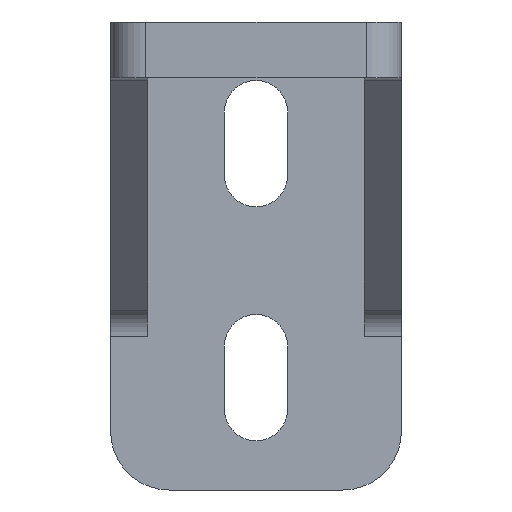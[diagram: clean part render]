
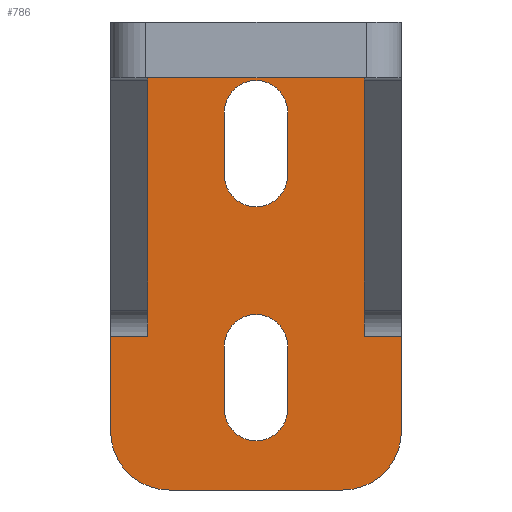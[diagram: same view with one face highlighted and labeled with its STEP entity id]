
A CAD part, front view. The second image highlights one B-rep face of the part: STEP entity #786.
In plain terms, the highlighted planar face has unit normal (0, -1, 0).
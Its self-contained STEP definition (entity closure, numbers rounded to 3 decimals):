
#19=FACE_BOUND('',#112,.T.);
#20=FACE_BOUND('',#113,.T.);
#36=PLANE('',#865);
#68=FACE_OUTER_BOUND('',#111,.T.);
#111=EDGE_LOOP('',(#622,#623,#624,#625,#626,#627,#628,#629,#630,#631,#632,
#633,#634,#635));
#112=EDGE_LOOP('',(#636,#637,#638,#639));
#113=EDGE_LOOP('',(#640,#641,#642,#643));
#137=LINE('',#1150,#212);
#139=LINE('',#1153,#214);
#145=LINE('',#1174,#220);
#147=LINE('',#1177,#222);
#165=LINE('',#1234,#240);
#175=LINE('',#1262,#250);
#182=LINE('',#1282,#257);
#183=LINE('',#1285,#258);
#184=LINE('',#1286,#259);
#185=LINE('',#1288,#260);
#186=LINE('',#1290,#261);
#187=LINE('',#1292,#262);
#188=LINE('',#1296,#263);
#189=LINE('',#1300,#264);
#190=LINE('',#1302,#265);
#191=LINE('',#1303,#266);
#212=VECTOR('',#915,10.);
#214=VECTOR('',#919,10.);
#220=VECTOR('',#939,10.);
#222=VECTOR('',#943,10.);
#240=VECTOR('',#995,10.);
#250=VECTOR('',#1021,10.);
#257=VECTOR('',#1042,10.);
#258=VECTOR('',#1047,10.);
#259=VECTOR('',#1048,10.);
#260=VECTOR('',#1049,10.);
#261=VECTOR('',#1050,10.);
#262=VECTOR('',#1051,10.);
#263=VECTOR('',#1054,10.);
#264=VECTOR('',#1057,10.);
#265=VECTOR('',#1058,10.);
#266=VECTOR('',#1059,10.);
#283=CIRCLE('',#817,2.7);
#285=CIRCLE('',#820,2.7);
#287=CIRCLE('',#825,2.7);
#289=CIRCLE('',#828,2.7);
#309=CIRCLE('',#866,5.);
#310=CIRCLE('',#867,5.);
#323=VERTEX_POINT('',#1132);
#324=VERTEX_POINT('',#1133);
#327=VERTEX_POINT('',#1141);
#328=VERTEX_POINT('',#1142);
#331=VERTEX_POINT('',#1156);
#332=VERTEX_POINT('',#1157);
#335=VERTEX_POINT('',#1165);
#336=VERTEX_POINT('',#1166);
#359=VERTEX_POINT('',#1231);
#360=VERTEX_POINT('',#1233);
#367=VERTEX_POINT('',#1255);
#370=VERTEX_POINT('',#1260);
#375=VERTEX_POINT('',#1279);
#376=VERTEX_POINT('',#1281);
#377=VERTEX_POINT('',#1287);
#378=VERTEX_POINT('',#1289);
#379=VERTEX_POINT('',#1291);
#380=VERTEX_POINT('',#1293);
#381=VERTEX_POINT('',#1295);
#382=VERTEX_POINT('',#1297);
#383=VERTEX_POINT('',#1299);
#384=VERTEX_POINT('',#1301);
#399=EDGE_CURVE('',#323,#324,#283,.T.);
#403=EDGE_CURVE('',#327,#328,#285,.T.);
#407=EDGE_CURVE('',#324,#327,#137,.T.);
#409=EDGE_CURVE('',#328,#323,#139,.T.);
#411=EDGE_CURVE('',#331,#332,#287,.T.);
#415=EDGE_CURVE('',#335,#336,#289,.T.);
#419=EDGE_CURVE('',#332,#335,#145,.T.);
#421=EDGE_CURVE('',#336,#331,#147,.T.);
#449=EDGE_CURVE('',#359,#360,#165,.T.);
#463=EDGE_CURVE('',#370,#367,#175,.T.);
#473=EDGE_CURVE('',#375,#376,#182,.T.);
#475=EDGE_CURVE('',#360,#370,#183,.T.);
#476=EDGE_CURVE('',#359,#376,#184,.T.);
#477=EDGE_CURVE('',#375,#377,#185,.T.);
#478=EDGE_CURVE('',#378,#377,#186,.T.);
#479=EDGE_CURVE('',#378,#379,#187,.T.);
#480=EDGE_CURVE('',#380,#379,#309,.T.);
#481=EDGE_CURVE('',#380,#381,#188,.F.);
#482=EDGE_CURVE('',#382,#381,#310,.T.);
#483=EDGE_CURVE('',#383,#382,#189,.T.);
#484=EDGE_CURVE('',#384,#383,#190,.T.);
#485=EDGE_CURVE('',#384,#367,#191,.T.);
#622=ORIENTED_EDGE('',*,*,#463,.F.);
#623=ORIENTED_EDGE('',*,*,#475,.F.);
#624=ORIENTED_EDGE('',*,*,#449,.F.);
#625=ORIENTED_EDGE('',*,*,#476,.T.);
#626=ORIENTED_EDGE('',*,*,#473,.F.);
#627=ORIENTED_EDGE('',*,*,#477,.T.);
#628=ORIENTED_EDGE('',*,*,#478,.F.);
#629=ORIENTED_EDGE('',*,*,#479,.T.);
#630=ORIENTED_EDGE('',*,*,#480,.F.);
#631=ORIENTED_EDGE('',*,*,#481,.T.);
#632=ORIENTED_EDGE('',*,*,#482,.F.);
#633=ORIENTED_EDGE('',*,*,#483,.F.);
#634=ORIENTED_EDGE('',*,*,#484,.F.);
#635=ORIENTED_EDGE('',*,*,#485,.T.);
#636=ORIENTED_EDGE('',*,*,#409,.T.);
#637=ORIENTED_EDGE('',*,*,#399,.T.);
#638=ORIENTED_EDGE('',*,*,#407,.T.);
#639=ORIENTED_EDGE('',*,*,#403,.T.);
#640=ORIENTED_EDGE('',*,*,#421,.T.);
#641=ORIENTED_EDGE('',*,*,#411,.T.);
#642=ORIENTED_EDGE('',*,*,#419,.T.);
#643=ORIENTED_EDGE('',*,*,#415,.T.);
#786=ADVANCED_FACE('',(#68,#19,#20),#36,.T.);
#817=AXIS2_PLACEMENT_3D('',#1134,#899,#900);
#820=AXIS2_PLACEMENT_3D('',#1143,#907,#908);
#825=AXIS2_PLACEMENT_3D('',#1158,#923,#924);
#828=AXIS2_PLACEMENT_3D('',#1167,#931,#932);
#865=AXIS2_PLACEMENT_3D('',#1284,#1045,#1046);
#866=AXIS2_PLACEMENT_3D('',#1294,#1052,#1053);
#867=AXIS2_PLACEMENT_3D('',#1298,#1055,#1056);
#899=DIRECTION('center_axis',(0.,1.,0.));
#900=DIRECTION('ref_axis',(1.,0.,0.));
#907=DIRECTION('center_axis',(0.,1.,0.));
#908=DIRECTION('ref_axis',(-1.,0.,0.));
#915=DIRECTION('',(0.,0.,1.));
#919=DIRECTION('',(0.,0.,-1.));
#923=DIRECTION('center_axis',(0.,1.,0.));
#924=DIRECTION('ref_axis',(1.,0.,0.));
#931=DIRECTION('center_axis',(0.,1.,0.));
#932=DIRECTION('ref_axis',(-1.,0.,0.));
#939=DIRECTION('',(0.,0.,1.));
#943=DIRECTION('',(0.,0.,-1.));
#995=DIRECTION('',(1.,0.,0.));
#1021=DIRECTION('',(-1.,0.,0.));
#1042=DIRECTION('',(-1.,0.,0.));
#1045=DIRECTION('center_axis',(0.,-1.,0.));
#1046=DIRECTION('ref_axis',(0.,0.,1.));
#1047=DIRECTION('',(0.,0.,-1.));
#1048=DIRECTION('',(0.,0.,-1.));
#1049=DIRECTION('',(0.,0.,-1.));
#1050=DIRECTION('',(1.,0.,0.));
#1051=DIRECTION('',(0.,0.,-1.));
#1052=DIRECTION('center_axis',(0.,1.,0.));
#1053=DIRECTION('ref_axis',(-0.707,0.,-0.707));
#1054=DIRECTION('',(-1.,0.,0.));
#1055=DIRECTION('center_axis',(0.,1.,0.));
#1056=DIRECTION('ref_axis',(0.707,0.,-0.707));
#1057=DIRECTION('',(0.,0.,-1.));
#1058=DIRECTION('',(1.,0.,0.));
#1059=DIRECTION('',(0.,0.,1.));
#1132=CARTESIAN_POINT('',(26.675,137.368,54.732));
#1133=CARTESIAN_POINT('',(21.275,137.368,54.732));
#1134=CARTESIAN_POINT('Origin',(23.975,137.368,54.732));
#1141=CARTESIAN_POINT('',(21.275,137.368,60.132));
#1142=CARTESIAN_POINT('',(26.675,137.368,60.132));
#1143=CARTESIAN_POINT('Origin',(23.975,137.368,60.132));
#1150=CARTESIAN_POINT('',(21.275,137.368,63.119));
#1153=CARTESIAN_POINT('',(26.675,137.368,63.119));
#1156=CARTESIAN_POINT('',(26.675,137.368,74.732));
#1157=CARTESIAN_POINT('',(21.275,137.368,74.732));
#1158=CARTESIAN_POINT('Origin',(23.975,137.368,74.732));
#1165=CARTESIAN_POINT('',(21.275,137.368,80.132));
#1166=CARTESIAN_POINT('',(26.675,137.368,80.132));
#1167=CARTESIAN_POINT('Origin',(23.975,137.368,80.132));
#1174=CARTESIAN_POINT('',(21.275,137.368,73.119));
#1177=CARTESIAN_POINT('',(26.675,137.368,73.119));
#1231=CARTESIAN_POINT('',(11.55,137.368,83.082));
#1233=CARTESIAN_POINT('',(36.4,137.368,83.082));
#1234=CARTESIAN_POINT('',(19.35,137.368,83.082));
#1255=CARTESIAN_POINT('',(33.225,137.368,70.682));
#1260=CARTESIAN_POINT('',(36.4,137.368,70.682));
#1262=CARTESIAN_POINT('',(28.6,137.368,70.682));
#1279=CARTESIAN_POINT('',(14.725,137.368,70.682));
#1281=CARTESIAN_POINT('',(11.55,137.368,70.682));
#1282=CARTESIAN_POINT('',(28.6,137.368,70.682));
#1284=CARTESIAN_POINT('Origin',(23.975,137.368,68.806));
#1285=CARTESIAN_POINT('',(36.4,137.368,83.082));
#1286=CARTESIAN_POINT('',(11.55,137.368,83.082));
#1287=CARTESIAN_POINT('',(14.725,137.368,60.937));
#1288=CARTESIAN_POINT('',(14.725,137.368,78.306));
#1289=CARTESIAN_POINT('',(11.55,137.368,60.937));
#1290=CARTESIAN_POINT('',(17.763,137.368,60.937));
#1291=CARTESIAN_POINT('',(11.55,137.368,52.831));
#1292=CARTESIAN_POINT('',(11.55,137.368,83.082));
#1293=CARTESIAN_POINT('',(16.55,137.368,47.831));
#1294=CARTESIAN_POINT('Origin',(16.55,137.368,52.831));
#1295=CARTESIAN_POINT('',(31.4,137.368,47.831));
#1296=CARTESIAN_POINT('',(11.55,137.368,47.831));
#1297=CARTESIAN_POINT('',(36.4,137.368,52.831));
#1298=CARTESIAN_POINT('Origin',(31.4,137.368,52.831));
#1299=CARTESIAN_POINT('',(36.4,137.368,60.937));
#1300=CARTESIAN_POINT('',(36.4,137.368,83.082));
#1301=CARTESIAN_POINT('',(33.225,137.368,60.937));
#1302=CARTESIAN_POINT('',(17.763,137.368,60.937));
#1303=CARTESIAN_POINT('',(33.225,137.368,61.306));
